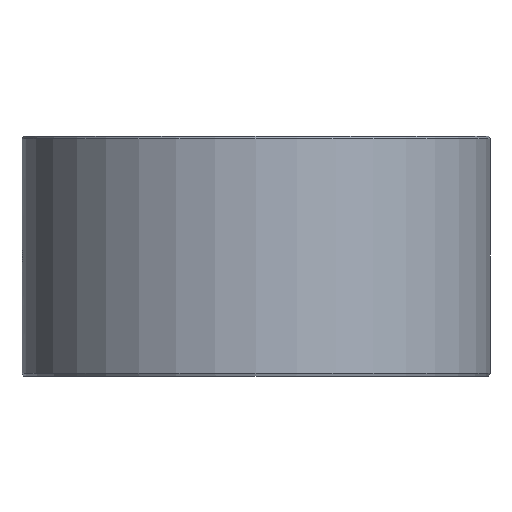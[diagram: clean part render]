
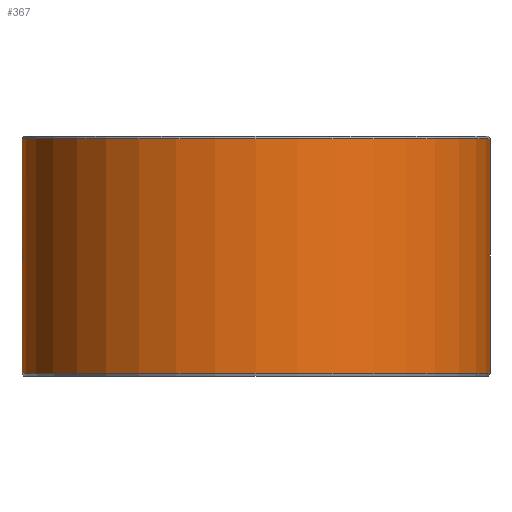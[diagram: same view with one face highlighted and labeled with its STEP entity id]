
A CAD part, left-side view. The second image highlights one B-rep face of the part: STEP entity #367.
In plain terms, the highlighted cylindrical face has radius 97.5 mm (diameter 195 mm), a partial arc.
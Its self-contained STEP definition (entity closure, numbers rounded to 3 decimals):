
#64=CARTESIAN_POINT('',(0.,97.5,6.));
#65=CARTESIAN_POINT('',(-0.453,97.5,6.));
#66=CARTESIAN_POINT('',(-1.335,97.494,5.902));
#67=CARTESIAN_POINT('',(-2.644,97.467,5.443));
#68=CARTESIAN_POINT('',(-3.771,97.429,4.731));
#69=CARTESIAN_POINT('',(-4.742,97.386,3.759));
#70=CARTESIAN_POINT('',(-5.452,97.348,2.623));
#71=CARTESIAN_POINT('',(-5.901,97.321,1.333));
#72=CARTESIAN_POINT('',(-6.,97.315,0.452));
#73=CARTESIAN_POINT('',(-6.,97.315,0.));
#75=CARTESIAN_POINT('',(0.,0.,48.8));
#76=DIRECTION('',(0.,0.,-1.));
#77=DIRECTION('',(0.,-1.,0.));
#78=AXIS2_PLACEMENT_3D('',#75,#76,#77);
#80=CARTESIAN_POINT('',(-6.,97.315,0.));
#81=CARTESIAN_POINT('',(-6.,97.315,-0.452));
#82=CARTESIAN_POINT('',(-5.902,97.321,-1.333));
#83=CARTESIAN_POINT('',(-5.45,97.348,-2.627));
#84=CARTESIAN_POINT('',(-4.74,97.386,-3.761));
#85=CARTESIAN_POINT('',(-3.767,97.429,-4.735));
#86=CARTESIAN_POINT('',(-2.639,97.467,-5.445));
#87=CARTESIAN_POINT('',(-1.335,97.494,-5.902));
#88=CARTESIAN_POINT('',(-0.453,97.5,-6.));
#89=CARTESIAN_POINT('',(0.,97.5,-6.));
#115=DIRECTION('',(0.,0.,-1.));
#116=VECTOR('',#115,42.8);
#117=CARTESIAN_POINT('',(0.,97.5,-6.));
#118=LINE('',#117,#116);
#119=DIRECTION('',(0.,0.,-1.));
#120=VECTOR('',#119,97.6);
#121=CARTESIAN_POINT('',(0.,-97.5,48.8));
#122=LINE('',#121,#120);
#128=DIRECTION('',(0.,0.,-1.));
#129=VECTOR('',#128,42.8);
#130=CARTESIAN_POINT('',(0.,97.5,48.8));
#131=LINE('',#130,#129);
#191=CARTESIAN_POINT('',(0.,0.,-48.8));
#192=DIRECTION('',(0.,0.,-1.));
#193=DIRECTION('',(0.,-1.,0.));
#194=AXIS2_PLACEMENT_3D('',#191,#192,#193);
#242=CARTESIAN_POINT('',(0.,-97.5,48.8));
#244=VERTEX_POINT('',#242);
#245=CARTESIAN_POINT('',(0.,-97.5,-48.8));
#246=VERTEX_POINT('',#245);
#258=CARTESIAN_POINT('',(0.,97.5,48.8));
#260=VERTEX_POINT('',#258);
#261=CARTESIAN_POINT('',(0.,97.5,-48.8));
#263=VERTEX_POINT('',#261);
#269=VERTEX_POINT('',#64);
#270=VERTEX_POINT('',#73);
#271=VERTEX_POINT('',#89);
#347=CARTESIAN_POINT('',(0.,0.,55.));
#348=DIRECTION('',(0.,0.,-1.));
#349=DIRECTION('',(0.,-1.,0.));
#350=AXIS2_PLACEMENT_3D('',#347,#348,#349);
#351=CYLINDRICAL_SURFACE('',#350,97.5);
#352=ORIENTED_EDGE('',*,*,#333,.F.);
#354=ORIENTED_EDGE('',*,*,#353,.F.);
#356=ORIENTED_EDGE('',*,*,#355,.F.);
#358=ORIENTED_EDGE('',*,*,#357,.T.);
#360=ORIENTED_EDGE('',*,*,#359,.T.);
#362=ORIENTED_EDGE('',*,*,#361,.F.);
#364=ORIENTED_EDGE('',*,*,#363,.F.);
#365=EDGE_LOOP('',(#352,#354,#356,#358,#360,#362,#364));
#366=FACE_OUTER_BOUND('',#365,.F.);
#367=ADVANCED_FACE('',(#366),#351,.T.);
#74=B_SPLINE_CURVE_WITH_KNOTS('',3,(#64,#65,#66,#67,#68,#69,#70,#71,#72,#73),
.UNSPECIFIED.,.F.,.F.,(4,1,1,1,1,1,1,4),(0.,0.143,
0.286,0.429,0.571,0.714,
0.857,1.),.UNSPECIFIED.);
#79=CIRCLE('',#78,97.5);
#90=B_SPLINE_CURVE_WITH_KNOTS('',3,(#80,#81,#82,#83,#84,#85,#86,#87,#88,#89),
.UNSPECIFIED.,.F.,.F.,(4,1,1,1,1,1,1,4),(0.,0.143,
0.286,0.429,0.571,0.714,
0.857,1.),.UNSPECIFIED.);
#195=CIRCLE('',#194,97.5);
#333=EDGE_CURVE('',#269,#270,#74,.T.);
#353=EDGE_CURVE('',#260,#269,#131,.T.);
#355=EDGE_CURVE('',#244,#260,#79,.T.);
#357=EDGE_CURVE('',#244,#246,#122,.T.);
#359=EDGE_CURVE('',#246,#263,#195,.T.);
#361=EDGE_CURVE('',#271,#263,#118,.T.);
#363=EDGE_CURVE('',#270,#271,#90,.T.);
